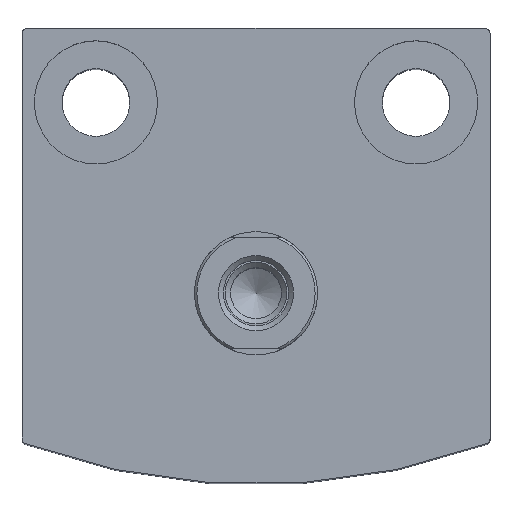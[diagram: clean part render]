
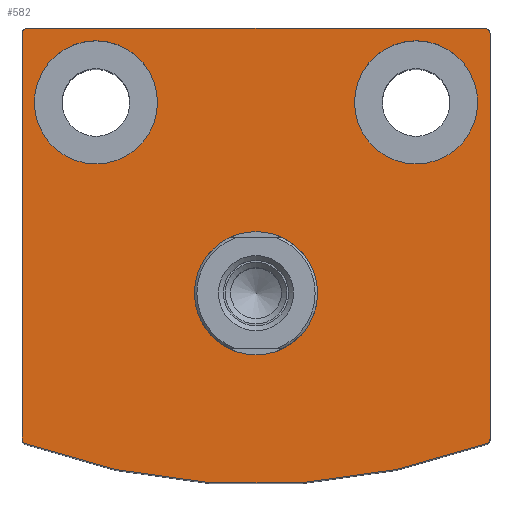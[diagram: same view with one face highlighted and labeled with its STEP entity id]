
A CAD part, top view. The second image highlights one B-rep face of the part: STEP entity #582.
In plain terms, the highlighted planar face has unit normal (0, 0, 1).
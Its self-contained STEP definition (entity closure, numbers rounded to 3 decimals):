
#42=CIRCLE('',#644,0.4);
#44=CIRCLE('',#647,55.);
#46=CIRCLE('',#650,0.4);
#48=CIRCLE('',#654,0.4);
#52=CIRCLE('',#660,0.4);
#56=CIRCLE('',#666,5.);
#57=CIRCLE('',#667,5.);
#58=CIRCLE('',#668,5.);
#146=ORIENTED_EDGE('',*,*,#268,.T.);
#147=ORIENTED_EDGE('',*,*,#269,.T.);
#148=ORIENTED_EDGE('',*,*,#270,.T.);
#149=ORIENTED_EDGE('',*,*,#240,.T.);
#150=ORIENTED_EDGE('',*,*,#244,.T.);
#151=ORIENTED_EDGE('',*,*,#247,.T.);
#152=ORIENTED_EDGE('',*,*,#250,.T.);
#153=ORIENTED_EDGE('',*,*,#253,.T.);
#154=ORIENTED_EDGE('',*,*,#256,.T.);
#155=ORIENTED_EDGE('',*,*,#261,.T.);
#156=ORIENTED_EDGE('',*,*,#264,.T.);
#240=EDGE_CURVE('',#309,#310,#365,.T.);
#244=EDGE_CURVE('',#310,#313,#42,.T.);
#247=EDGE_CURVE('',#313,#315,#44,.T.);
#250=EDGE_CURVE('',#315,#317,#46,.T.);
#253=EDGE_CURVE('',#317,#319,#372,.T.);
#256=EDGE_CURVE('',#319,#321,#48,.T.);
#261=EDGE_CURVE('',#321,#325,#376,.T.);
#264=EDGE_CURVE('',#325,#309,#52,.T.);
#268=EDGE_CURVE('',#329,#329,#56,.T.);
#269=EDGE_CURVE('',#330,#330,#57,.T.);
#270=EDGE_CURVE('',#331,#331,#58,.T.);
#309=VERTEX_POINT('',#933);
#310=VERTEX_POINT('',#934);
#313=VERTEX_POINT('',#942);
#315=VERTEX_POINT('',#948);
#317=VERTEX_POINT('',#954);
#319=VERTEX_POINT('',#960);
#321=VERTEX_POINT('',#966);
#325=VERTEX_POINT('',#976);
#329=VERTEX_POINT('',#990);
#330=VERTEX_POINT('',#992);
#331=VERTEX_POINT('',#994);
#365=LINE('',#932,#387);
#372=LINE('',#959,#394);
#376=LINE('',#975,#398);
#387=VECTOR('',#734,1000.);
#394=VECTOR('',#761,1000.);
#398=VECTOR('',#777,1000.);
#422=EDGE_LOOP('',(#146));
#423=EDGE_LOOP('',(#147));
#424=EDGE_LOOP('',(#148));
#425=EDGE_LOOP('',(#149,#150,#151,#152,#153,#154,#155,#156));
#494=FACE_BOUND('',#422,.T.);
#495=FACE_BOUND('',#423,.T.);
#496=FACE_BOUND('',#424,.T.);
#497=FACE_BOUND('',#425,.T.);
#558=PLANE('',#665);
#582=ADVANCED_FACE('',(#494,#495,#496,#497),#558,.T.);
#644=AXIS2_PLACEMENT_3D('',#941,#740,#741);
#647=AXIS2_PLACEMENT_3D('',#947,#747,#748);
#650=AXIS2_PLACEMENT_3D('',#953,#754,#755);
#654=AXIS2_PLACEMENT_3D('',#965,#766,#767);
#660=AXIS2_PLACEMENT_3D('',#981,#782,#783);
#665=AXIS2_PLACEMENT_3D('',#988,#792,#793);
#666=AXIS2_PLACEMENT_3D('',#989,#794,#795);
#667=AXIS2_PLACEMENT_3D('',#991,#796,#797);
#668=AXIS2_PLACEMENT_3D('',#993,#798,#799);
#734=DIRECTION('',(0.,-1.,0.));
#740=DIRECTION('',(0.,0.,1.));
#741=DIRECTION('',(1.,0.,0.));
#747=DIRECTION('',(0.,0.,1.));
#748=DIRECTION('',(1.,0.,0.));
#754=DIRECTION('',(0.,0.,1.));
#755=DIRECTION('',(1.,0.,0.));
#761=DIRECTION('',(0.,1.,0.));
#766=DIRECTION('',(0.,0.,1.));
#767=DIRECTION('',(1.,0.,0.));
#777=DIRECTION('',(-1.,0.,0.));
#782=DIRECTION('',(0.,0.,1.));
#783=DIRECTION('',(1.,0.,0.));
#792=DIRECTION('',(0.,0.,1.));
#793=DIRECTION('',(1.,0.,0.));
#794=DIRECTION('',(0.,0.,-1.));
#795=DIRECTION('',(-1.,0.,0.));
#796=DIRECTION('',(0.,0.,-1.));
#797=DIRECTION('',(-1.,0.,0.));
#798=DIRECTION('',(0.,0.,-1.));
#799=DIRECTION('',(-1.,0.,0.));
#932=CARTESIAN_POINT('',(-19.,21.1,0.));
#933=CARTESIAN_POINT('',(-19.,21.1,0.));
#934=CARTESIAN_POINT('',(-19.,-11.834,0.));
#941=CARTESIAN_POINT('',(-18.6,-11.834,0.));
#942=CARTESIAN_POINT('',(-18.736,-12.21,0.));
#947=CARTESIAN_POINT('',(0.,39.5,0.));
#948=CARTESIAN_POINT('',(18.736,-12.21,0.));
#953=CARTESIAN_POINT('',(18.6,-11.834,0.));
#954=CARTESIAN_POINT('',(19.,-11.834,0.));
#959=CARTESIAN_POINT('',(19.,-11.834,0.));
#960=CARTESIAN_POINT('',(19.,21.1,0.));
#965=CARTESIAN_POINT('',(18.6,21.1,0.));
#966=CARTESIAN_POINT('',(18.6,21.5,0.));
#975=CARTESIAN_POINT('',(18.6,21.5,0.));
#976=CARTESIAN_POINT('',(-18.6,21.5,0.));
#981=CARTESIAN_POINT('',(-18.6,21.1,0.));
#988=CARTESIAN_POINT('',(-18.6,-11.834,0.));
#989=CARTESIAN_POINT('',(0.,0.,0.));
#990=CARTESIAN_POINT('',(-5.,0.,0.));
#991=CARTESIAN_POINT('',(13.,15.5,0.));
#992=CARTESIAN_POINT('',(8.,15.5,0.));
#993=CARTESIAN_POINT('',(-13.,15.5,0.));
#994=CARTESIAN_POINT('',(-18.,15.5,0.));
